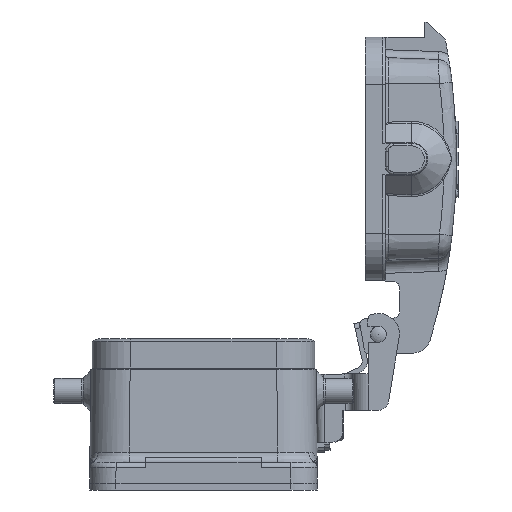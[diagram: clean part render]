
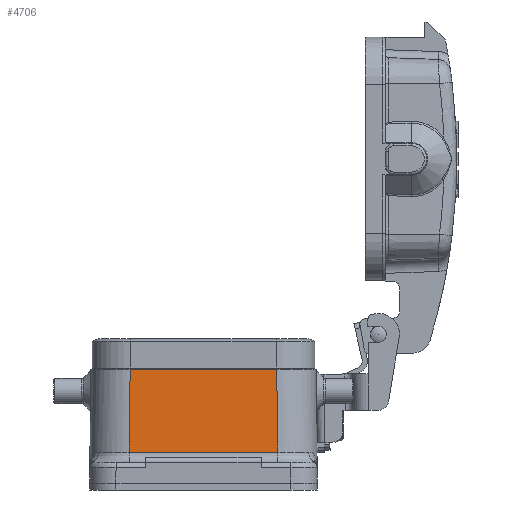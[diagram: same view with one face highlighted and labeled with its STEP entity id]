
A CAD part, left-side view. The second image highlights one B-rep face of the part: STEP entity #4706.
In plain terms, the highlighted planar face has unit normal (-1, 0, 0.026).
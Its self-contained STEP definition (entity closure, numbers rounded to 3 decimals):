
#3992=FACE_OUTER_BOUND('',#5992,.T.);
#4706=ADVANCED_FACE('',(#3992),#5445,.T.);
#5445=PLANE('',#20218);
#5992=EDGE_LOOP('',(#7712,#7713,#7714,#7715));
#7712=ORIENTED_EDGE('',*,*,#12746,.T.);
#7713=ORIENTED_EDGE('',*,*,#12700,.T.);
#7714=ORIENTED_EDGE('',*,*,#12747,.T.);
#7715=ORIENTED_EDGE('',*,*,#12659,.T.);
#11373=VERTEX_POINT('',#27450);
#11374=VERTEX_POINT('',#27452);
#11408=VERTEX_POINT('',#27532);
#11409=VERTEX_POINT('',#27534);
#12659=EDGE_CURVE('',#11374,#11373,#16385,.T.);
#12700=EDGE_CURVE('',#11409,#11408,#16406,.T.);
#12746=EDGE_CURVE('',#11373,#11409,#16434,.T.);
#12747=EDGE_CURVE('',#11408,#11374,#16435,.T.);
#16385=LINE('',#27451,#17530);
#16406=LINE('',#27533,#17551);
#16434=LINE('',#27668,#17579);
#16435=LINE('',#27669,#17580);
#17530=VECTOR('',#21968,1.);
#17551=VECTOR('',#22041,1.);
#17579=VECTOR('',#22095,1.);
#17580=VECTOR('',#22096,1.);
#20218=AXIS2_PLACEMENT_3D('',#27670,#22097,#22098);
#21968=DIRECTION('',(0.,1.,0.));
#22041=DIRECTION('',(0.,-1.,0.));
#22095=DIRECTION('',(-0.026,0.011,-1.));
#22096=DIRECTION('',(0.026,0.011,1.));
#22097=DIRECTION('',(-1.,0.,0.026));
#22098=DIRECTION('',(0.026,0.,1.));
#27450=CARTESIAN_POINT('',(-46.55,14.002,5.7));
#27451=CARTESIAN_POINT('',(-46.55,-21.5,5.7));
#27452=CARTESIAN_POINT('',(-46.55,-14.002,5.7));
#27532=CARTESIAN_POINT('',(-46.964,-14.18,-10.102));
#27533=CARTESIAN_POINT('',(-46.964,-14.202,-10.102));
#27534=CARTESIAN_POINT('',(-46.964,14.18,-10.102));
#27668=CARTESIAN_POINT('',(-47.017,14.203,-12.134));
#27669=CARTESIAN_POINT('',(-46.552,-14.003,5.616));
#27670=CARTESIAN_POINT('',(-46.55,0.,5.7));
